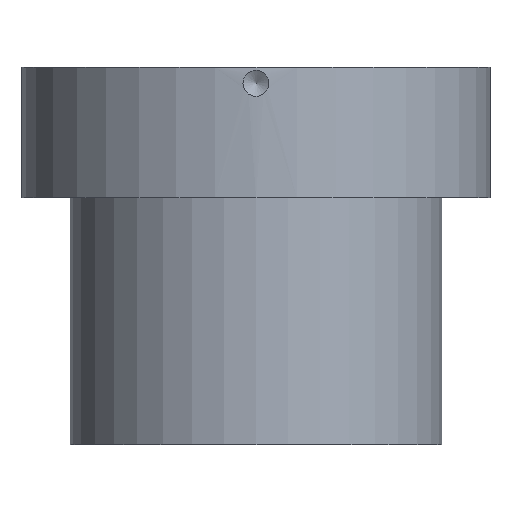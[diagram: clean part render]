
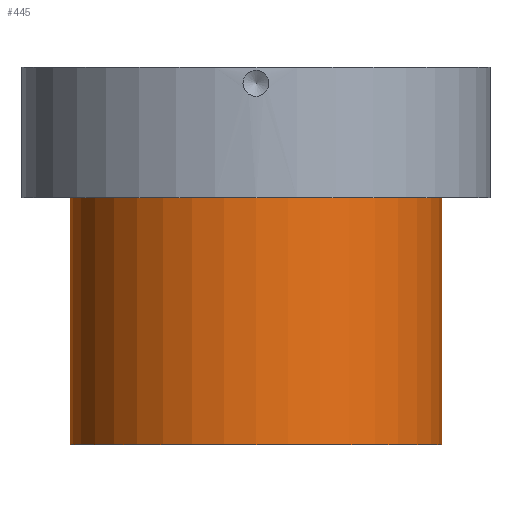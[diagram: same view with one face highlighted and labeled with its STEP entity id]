
A CAD part, left-side view. The second image highlights one B-rep face of the part: STEP entity #445.
In plain terms, the highlighted cylindrical face has radius 7.15 mm (diameter 14.3 mm), a partial arc.
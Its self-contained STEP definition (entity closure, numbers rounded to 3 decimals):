
#25=CYLINDRICAL_SURFACE('',#495,7.15);
#55=FACE_OUTER_BOUND('',#81,.T.);
#81=EDGE_LOOP('',(#364,#365,#366,#367));
#99=LINE('',#670,#139);
#113=LINE('',#756,#153);
#139=VECTOR('',#534,10.);
#153=VECTOR('',#582,10.);
#182=CIRCLE('',#489,7.15);
#185=CIRCLE('',#496,7.15);
#201=VERTEX_POINT('',#667);
#202=VERTEX_POINT('',#669);
#216=VERTEX_POINT('',#743);
#219=VERTEX_POINT('',#755);
#246=EDGE_CURVE('',#201,#202,#99,.T.);
#265=EDGE_CURVE('',#202,#216,#182,.T.);
#271=EDGE_CURVE('',#219,#216,#113,.T.);
#273=EDGE_CURVE('',#201,#219,#185,.T.);
#364=ORIENTED_EDGE('',*,*,#273,.T.);
#365=ORIENTED_EDGE('',*,*,#271,.T.);
#366=ORIENTED_EDGE('',*,*,#265,.F.);
#367=ORIENTED_EDGE('',*,*,#246,.F.);
#445=ADVANCED_FACE('',(#55),#25,.T.);
#489=AXIS2_PLACEMENT_3D('',#744,#567,#568);
#495=AXIS2_PLACEMENT_3D('',#758,#584,#585);
#496=AXIS2_PLACEMENT_3D('',#759,#586,#587);
#534=DIRECTION('',(0.,0.,1.));
#567=DIRECTION('center_axis',(0.,0.,1.));
#568=DIRECTION('ref_axis',(0.,1.,0.));
#582=DIRECTION('',(0.,0.,1.));
#584=DIRECTION('center_axis',(0.,0.,1.));
#585=DIRECTION('ref_axis',(0.,1.,0.));
#586=DIRECTION('center_axis',(0.,0.,1.));
#587=DIRECTION('ref_axis',(0.,1.,0.));
#667=CARTESIAN_POINT('',(90.,7.15,0.));
#669=CARTESIAN_POINT('',(90.,7.15,9.5));
#670=CARTESIAN_POINT('',(90.,7.15,0.));
#743=CARTESIAN_POINT('',(90.,-7.15,9.5));
#744=CARTESIAN_POINT('Origin',(90.,0.,9.5));
#755=CARTESIAN_POINT('',(90.,-7.15,0.));
#756=CARTESIAN_POINT('',(90.,-7.15,0.));
#758=CARTESIAN_POINT('Origin',(90.,0.,0.));
#759=CARTESIAN_POINT('Origin',(90.,0.,0.));
